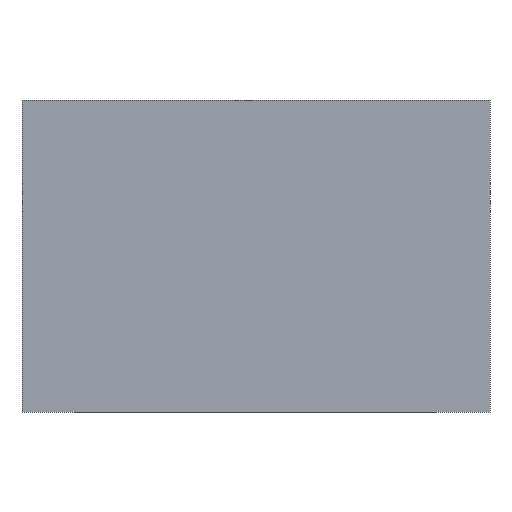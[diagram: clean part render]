
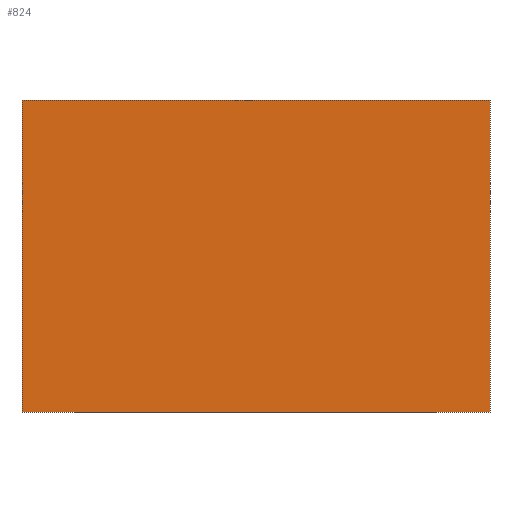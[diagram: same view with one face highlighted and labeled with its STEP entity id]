
A CAD part, front view. The second image highlights one B-rep face of the part: STEP entity #824.
In plain terms, the highlighted planar face has unit normal (0, -1, 0).
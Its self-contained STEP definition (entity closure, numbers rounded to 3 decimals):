
#65=FACE_OUTER_BOUND('',#117,.T.);
#117=EDGE_LOOP('',(#658,#659,#660,#661));
#220=LINE('',#1407,#284);
#224=LINE('',#1413,#288);
#225=LINE('',#1416,#289);
#226=LINE('',#1417,#290);
#284=VECTOR('',#1188,10.);
#288=VECTOR('',#1194,10.);
#289=VECTOR('',#1197,10.);
#290=VECTOR('',#1198,10.);
#344=VERTEX_POINT('',#1405);
#345=VERTEX_POINT('',#1406);
#346=VERTEX_POINT('',#1411);
#347=VERTEX_POINT('',#1415);
#448=EDGE_CURVE('',#344,#345,#220,.T.);
#452=EDGE_CURVE('',#345,#346,#224,.T.);
#453=EDGE_CURVE('',#346,#347,#225,.T.);
#454=EDGE_CURVE('',#344,#347,#226,.T.);
#658=ORIENTED_EDGE('',*,*,#453,.T.);
#659=ORIENTED_EDGE('',*,*,#454,.F.);
#660=ORIENTED_EDGE('',*,*,#448,.T.);
#661=ORIENTED_EDGE('',*,*,#452,.T.);
#719=PLANE('',#943);
#824=ADVANCED_FACE('',(#65),#719,.T.);
#943=AXIS2_PLACEMENT_3D('',#1414,#1195,#1196);
#1188=DIRECTION('',(1.,0.,0.));
#1194=DIRECTION('',(0.,0.,1.));
#1195=DIRECTION('center_axis',(0.,-1.,0.));
#1196=DIRECTION('ref_axis',(0.,0.,-1.));
#1197=DIRECTION('',(-1.,0.,0.));
#1198=DIRECTION('',(0.,0.,1.));
#1405=CARTESIAN_POINT('',(-45.,0.,-30.));
#1406=CARTESIAN_POINT('',(45.,0.,-30.));
#1407=CARTESIAN_POINT('',(-45.,0.,-30.));
#1411=CARTESIAN_POINT('',(45.,0.,30.));
#1413=CARTESIAN_POINT('',(45.,0.,0.));
#1414=CARTESIAN_POINT('Origin',(45.,0.,0.));
#1415=CARTESIAN_POINT('',(-45.,0.,30.));
#1416=CARTESIAN_POINT('',(-45.,0.,30.));
#1417=CARTESIAN_POINT('',(-45.,0.,0.));
